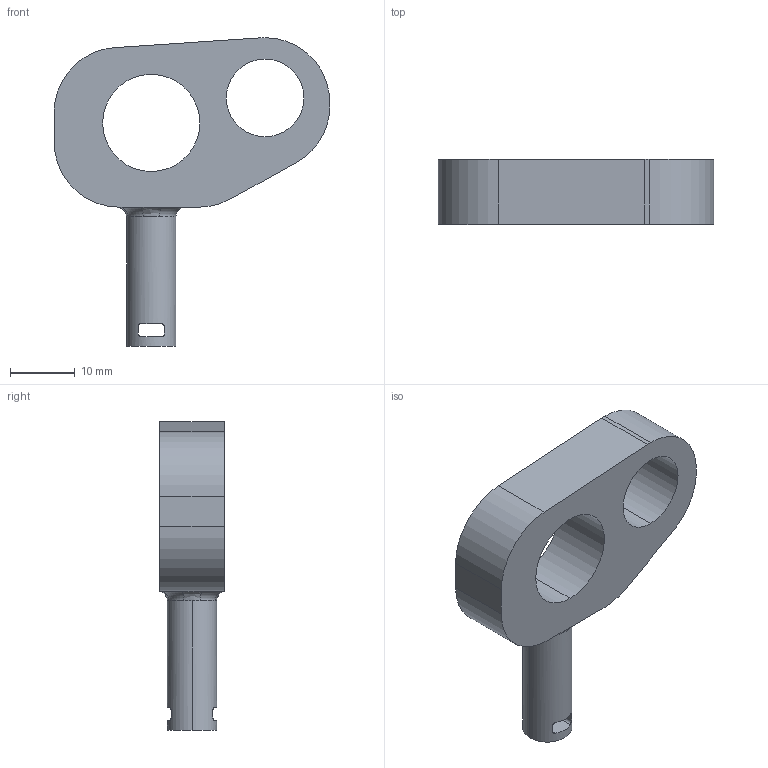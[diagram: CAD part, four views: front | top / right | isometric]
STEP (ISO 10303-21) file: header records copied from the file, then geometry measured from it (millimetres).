
FILE_DESCRIPTION (( 'STEP AP214' ), '1' );
FILE_NAME ('steering knuckle (print 2).STEP', '2024-12-05T18:01:53', ( '' ), ( '' ), 'SwSTEP 2.0', 'SolidWorks 2023', '' );
FILE_SCHEMA (( 'AUTOMOTIVE_DESIGN' ));
Length unit declared in the file: millimetre
Products named in the file (1): steering knuckle (print 2)
Bounding box: 42.58 x 10 x 47.67 mm (x, y, z)
Volume: 7294.7 mm3; surface area: 3829.7 mm2
Topology: 1 solids, 1 shells, 37 faces, 98 edges, 63 vertices
Faces by surface type: cylinder 16, plane 14, torus 4, bspline 3
Entity records: 1306 total; most frequent: CARTESIAN_POINT 351, DIRECTION 196, ORIENTED_EDGE 196, EDGE_CURVE 98, AXIS2_PLACEMENT_3D 76, VERTEX_POINT 63, LINE 44, VECTOR 44
